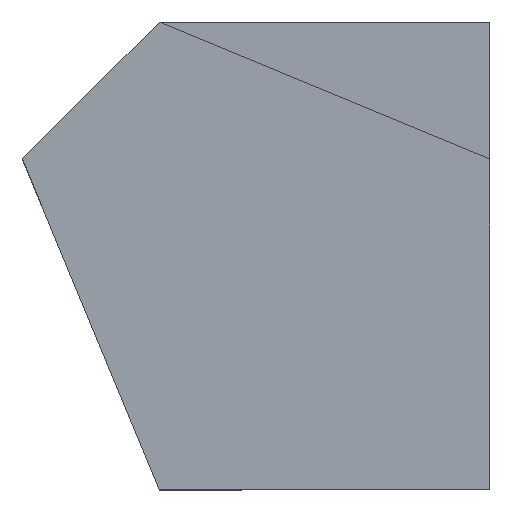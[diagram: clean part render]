
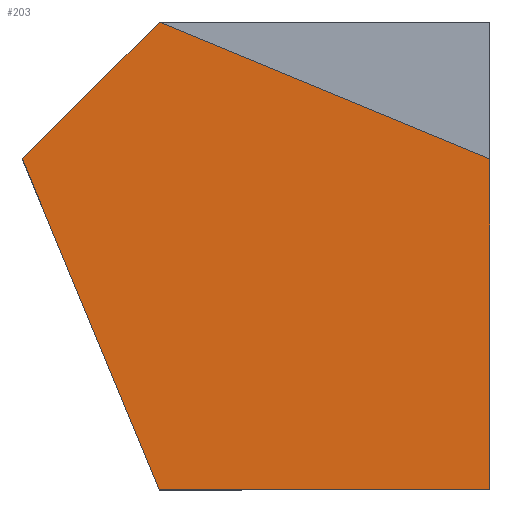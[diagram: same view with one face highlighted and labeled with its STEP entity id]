
A CAD part, top view. The second image highlights one B-rep face of the part: STEP entity #203.
In plain terms, the highlighted planar face has unit normal (0, 0, 1).
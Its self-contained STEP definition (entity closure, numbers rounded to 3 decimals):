
#13 = EDGE_LOOP ( 'NONE', ( #362, #51, #387, #71, #286 ) ) ;
#20 = VECTOR ( 'NONE', #112, 1000. ) ;
#31 = EDGE_CURVE ( 'NONE', #33, #252, #211, .T. ) ;
#33 = VERTEX_POINT ( 'NONE', #47 ) ;
#36 = LINE ( 'NONE', #340, #169 ) ;
#41 = CARTESIAN_POINT ( 'NONE',  ( 0., 0., 12.7 ) ) ;
#43 = VERTEX_POINT ( 'NONE', #41 ) ;
#44 = VECTOR ( 'NONE', #360, 1000. ) ;
#47 = CARTESIAN_POINT ( 'NONE',  ( -25.397, 35.92, 12.7 ) ) ;
#51 = ORIENTED_EDGE ( 'NONE', *, *, #198, .T. ) ;
#57 = DIRECTION ( 'NONE',  ( -1., 0., 0. ) ) ;
#71 = ORIENTED_EDGE ( 'NONE', *, *, #221, .T. ) ;
#77 = VERTEX_POINT ( 'NONE', #205 ) ;
#83 = DIRECTION ( 'NONE',  ( 0., 0., -1. ) ) ;
#94 = CARTESIAN_POINT ( 'NONE',  ( -25.4, 0., 12.7 ) ) ;
#112 = DIRECTION ( 'NONE',  ( -0.924, 0.383, 0. ) ) ;
#145 = CARTESIAN_POINT ( 'NONE',  ( -25.397, 35.92, 12.7 ) ) ;
#169 = VECTOR ( 'NONE', #217, 1000. ) ;
#172 = FACE_OUTER_BOUND ( 'NONE', #13, .T. ) ;
#174 = CARTESIAN_POINT ( 'NONE',  ( 0., 0., 12.7 ) ) ;
#198 = EDGE_CURVE ( 'NONE', #77, #33, #263, .T. ) ;
#203 = ADVANCED_FACE ( 'NONE', ( #172 ), #320, .F. ) ;
#205 = CARTESIAN_POINT ( 'NONE',  ( 0., 25.4, 12.7 ) ) ;
#206 = LINE ( 'NONE', #266, #44 ) ;
#211 = LINE ( 'NONE', #342, #218 ) ;
#216 = AXIS2_PLACEMENT_3D ( 'NONE', #174, #83, #57 ) ;
#217 = DIRECTION ( 'NONE',  ( 1., 0., 0. ) ) ;
#218 = VECTOR ( 'NONE', #308, 1000. ) ;
#221 = EDGE_CURVE ( 'NONE', #252, #326, #206, .T. ) ;
#232 = VECTOR ( 'NONE', #384, 1000. ) ;
#252 = VERTEX_POINT ( 'NONE', #292 ) ;
#263 = LINE ( 'NONE', #145, #20 ) ;
#266 = CARTESIAN_POINT ( 'NONE',  ( -25.4, 0., 12.7 ) ) ;
#271 = EDGE_CURVE ( 'NONE', #43, #77, #311, .T. ) ;
#286 = ORIENTED_EDGE ( 'NONE', *, *, #371, .T. ) ;
#292 = CARTESIAN_POINT ( 'NONE',  ( -35.92, 25.397, 12.7 ) ) ;
#308 = DIRECTION ( 'NONE',  ( -0.707, -0.707, 0. ) ) ;
#311 = LINE ( 'NONE', #333, #232 ) ;
#320 = PLANE ( 'NONE',  #216 ) ;
#326 = VERTEX_POINT ( 'NONE', #94 ) ;
#333 = CARTESIAN_POINT ( 'NONE',  ( 0., 25.4, 12.7 ) ) ;
#340 = CARTESIAN_POINT ( 'NONE',  ( 0., 0., 12.7 ) ) ;
#342 = CARTESIAN_POINT ( 'NONE',  ( -35.92, 25.397, 12.7 ) ) ;
#360 = DIRECTION ( 'NONE',  ( 0.383, -0.924, 0. ) ) ;
#362 = ORIENTED_EDGE ( 'NONE', *, *, #271, .T. ) ;
#371 = EDGE_CURVE ( 'NONE', #326, #43, #36, .T. ) ;
#384 = DIRECTION ( 'NONE',  ( 0., 1., 0. ) ) ;
#387 = ORIENTED_EDGE ( 'NONE', *, *, #31, .T. ) ;
